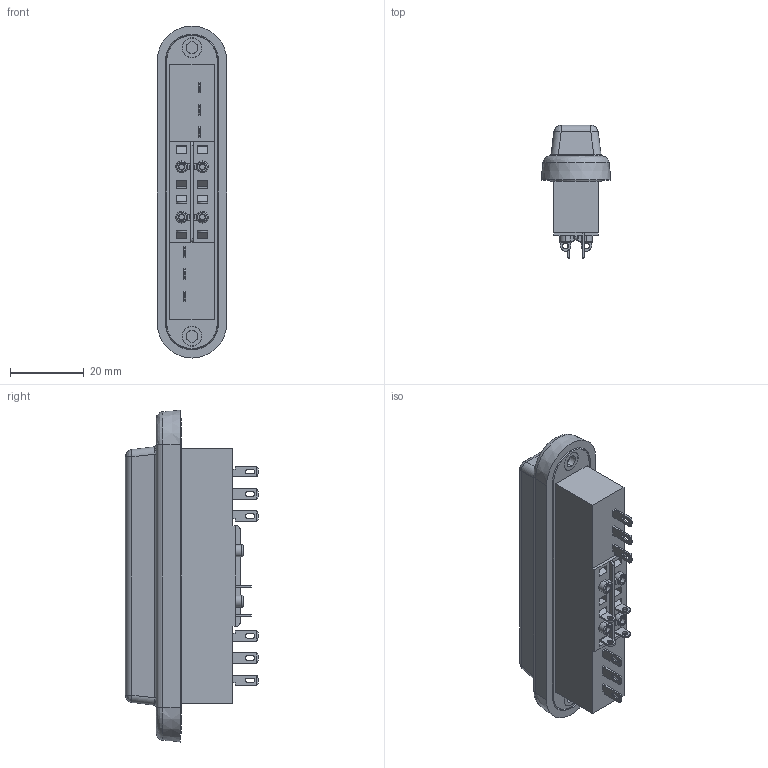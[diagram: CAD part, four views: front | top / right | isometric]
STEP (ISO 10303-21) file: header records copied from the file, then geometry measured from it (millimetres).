
FILE_DESCRIPTION (( 'STEP AP214' ), '1' );
FILE_NAME ('OUTSIDE-HE2B-M211P※.STEP', '2014-11-18T07:33:14', ( 'IDEC' ), ( '' ), 'SwSTEP 2.0', 'SolidWorks 2012', '' );
FILE_SCHEMA (( 'AUTOMOTIVE_DESIGN' ));
Length unit declared in the file: millimetre
Products named in the file (3): OUTSIDE-HE2B-COVER; OUTSIDE-HE2B-M211; OUTSIDE-HE2B-M211P※
Assembly tree (2 placements, depth 2):
  OUTSIDE-HE2B-M211P※
    OUTSIDE-HE2B-M211
    OUTSIDE-HE2B-COVER
Bounding box: 18.8 x 36 x 89.8 mm (x, y, z)
Volume: 27716.2 mm3; surface area: 18863.6 mm2
Topology: 2 solids, 2 shells, 471 faces, 1203 edges, 767 vertices
Faces by surface type: plane 297, cylinder 110, bspline 42, cone 22
Entity records: 16163 total; most frequent: CARTESIAN_POINT 3943, ORIENTED_EDGE 2398, DIRECTION 2268, EDGE_CURVE 1199, VECTOR 836, LINE 836, VERTEX_POINT 767, AXIS2_PLACEMENT_3D 716
